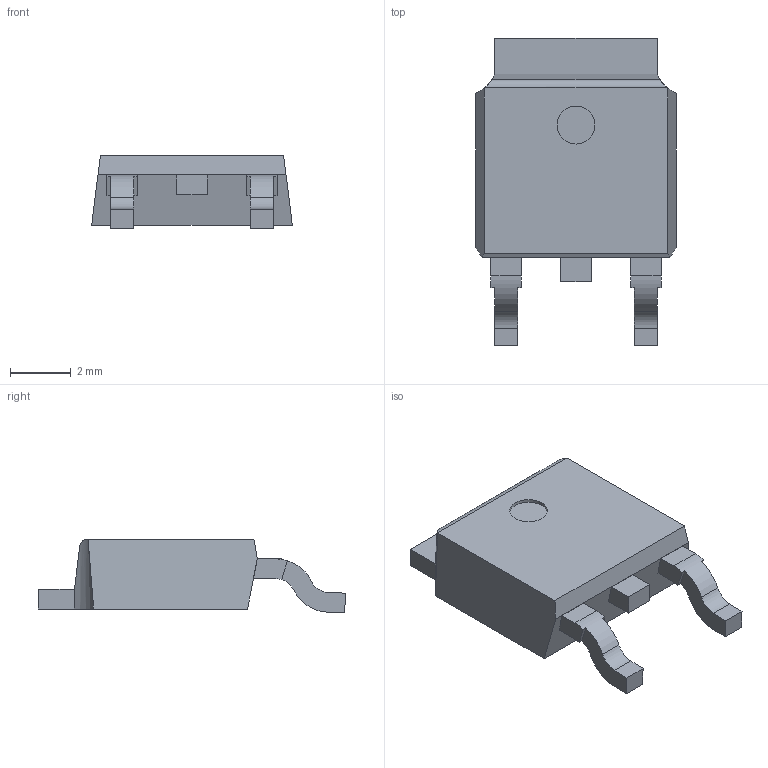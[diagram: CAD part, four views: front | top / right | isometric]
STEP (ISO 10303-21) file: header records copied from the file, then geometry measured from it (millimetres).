
FILE_DESCRIPTION (( 'STEP AP214' ), '1' );
FILE_NAME ('IGBT TO-252.STEP', '2021-07-26T18:48:14', ( '' ), ( '' ), 'SwSTEP 2.0', 'SolidWorks 2021', '' );
FILE_SCHEMA (( 'AUTOMOTIVE_DESIGN' ));
Length unit declared in the file: millimetre
Products named in the file (1): IGBT TO-252
Bounding box: 6.6 x 10.1 x 2.43 mm (x, y, z)
Volume: 91.8 mm3; surface area: 236.2 mm2
Topology: 5 solids, 5 shells, 84 faces, 215 edges, 142 vertices
Faces by surface type: plane 67, cylinder 17
Entity records: 2619 total; most frequent: CARTESIAN_POINT 476, ORIENTED_EDGE 430, DIRECTION 419, EDGE_CURVE 215, LINE 169, VECTOR 169, VERTEX_POINT 142, AXIS2_PLACEMENT_3D 125
